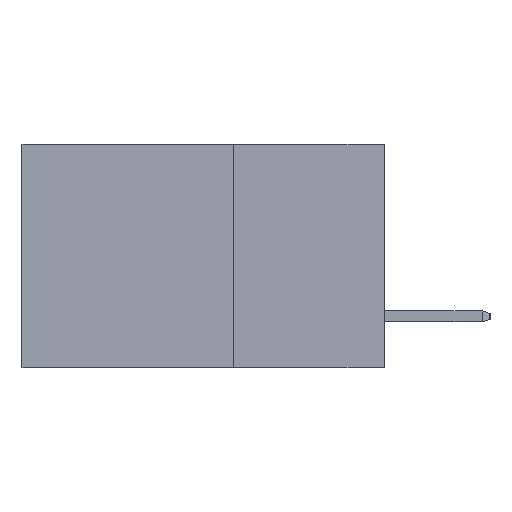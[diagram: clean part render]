
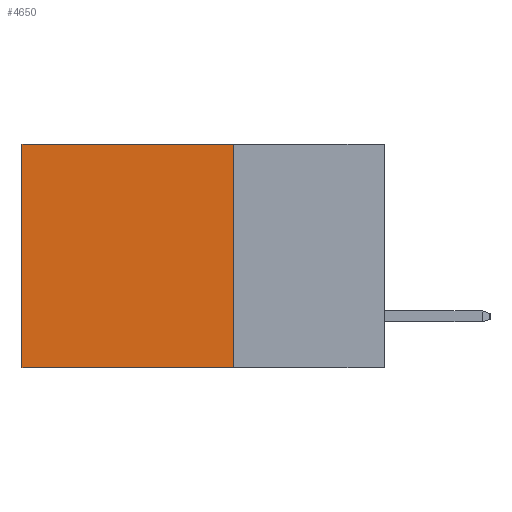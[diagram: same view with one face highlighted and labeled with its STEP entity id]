
A CAD part, left-side view. The second image highlights one B-rep face of the part: STEP entity #4650.
In plain terms, the highlighted planar face has unit normal (-1, 0, 0).
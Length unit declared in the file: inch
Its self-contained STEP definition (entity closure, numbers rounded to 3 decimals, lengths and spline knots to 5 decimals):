
#361 = EDGE_CURVE ( 'NONE', #4669, #12121, #3090, .T. ) ;
#816 = DIRECTION ( 'NONE',  ( 0., 1., 0. ) ) ;
#1070 = ORIENTED_EDGE ( 'NONE', *, *, #5896, .T. ) ;
#1680 = VECTOR ( 'NONE', #816, 39.37008 ) ;
#2128 = LINE ( 'NONE', #13000, #4774 ) ;
#2497 = EDGE_LOOP ( 'NONE', ( #1070, #5339, #8380, #7823 ) ) ;
#2656 = VECTOR ( 'NONE', #3216, 39.37008 ) ;
#3090 = LINE ( 'NONE', #3134, #2656 ) ;
#3134 = CARTESIAN_POINT ( 'NONE',  ( 0.2615, 0.25, -0.37 ) ) ;
#3216 = DIRECTION ( 'NONE',  ( 0., 1., 0. ) ) ;
#4611 = FACE_OUTER_BOUND ( 'NONE', #2497, .T. ) ;
#4650 = ADVANCED_FACE ( 'NONE', ( #4611 ), #11135, .F. ) ;
#4669 = VERTEX_POINT ( 'NONE', #10853 ) ;
#4774 = VECTOR ( 'NONE', #5771, 39.37008 ) ;
#4793 = CARTESIAN_POINT ( 'NONE',  ( 0.2615, 0.25, 0. ) ) ;
#4860 = VERTEX_POINT ( 'NONE', #4793 ) ;
#5339 = ORIENTED_EDGE ( 'NONE', *, *, #361, .F. ) ;
#5771 = DIRECTION ( 'NONE',  ( 0., 0., -1. ) ) ;
#5896 = EDGE_CURVE ( 'NONE', #11877, #12121, #2128, .T. ) ;
#7118 = CARTESIAN_POINT ( 'NONE',  ( 0.2615, 0.25, 0. ) ) ;
#7160 = EDGE_CURVE ( 'NONE', #4860, #11877, #11960, .T. ) ;
#7823 = ORIENTED_EDGE ( 'NONE', *, *, #7160, .T. ) ;
#8380 = ORIENTED_EDGE ( 'NONE', *, *, #9009, .F. ) ;
#9009 = EDGE_CURVE ( 'NONE', #4860, #4669, #12229, .T. ) ;
#9550 = CARTESIAN_POINT ( 'NONE',  ( 0.2615, 0.25, -0.37 ) ) ;
#10853 = CARTESIAN_POINT ( 'NONE',  ( 0.2615, 0.25, -0.37 ) ) ;
#10877 = DIRECTION ( 'NONE',  ( 0., 0., -1. ) ) ;
#10968 = DIRECTION ( 'NONE',  ( 1., 0., 0. ) ) ;
#11135 = PLANE ( 'NONE',  #15407 ) ;
#11463 = CARTESIAN_POINT ( 'NONE',  ( 0.2615, 0.25, -0.37 ) ) ;
#11868 = VECTOR ( 'NONE', #15420, 39.37008 ) ;
#11877 = VERTEX_POINT ( 'NONE', #13416 ) ;
#11960 = LINE ( 'NONE', #7118, #1680 ) ;
#12121 = VERTEX_POINT ( 'NONE', #15169 ) ;
#12229 = LINE ( 'NONE', #9550, #11868 ) ;
#13000 = CARTESIAN_POINT ( 'NONE',  ( 0.2615, 0.6, -0.37 ) ) ;
#13416 = CARTESIAN_POINT ( 'NONE',  ( 0.2615, 0.6, 0. ) ) ;
#15169 = CARTESIAN_POINT ( 'NONE',  ( 0.2615, 0.6, -0.37 ) ) ;
#15407 = AXIS2_PLACEMENT_3D ( 'NONE', #11463, #10968, #10877 ) ;
#15420 = DIRECTION ( 'NONE',  ( 0., 0., -1. ) ) ;
